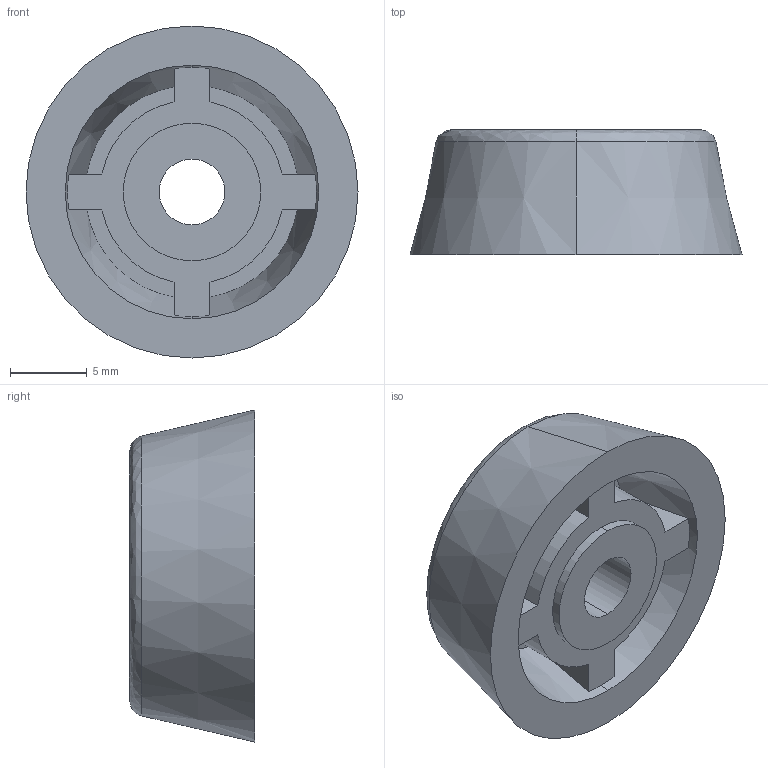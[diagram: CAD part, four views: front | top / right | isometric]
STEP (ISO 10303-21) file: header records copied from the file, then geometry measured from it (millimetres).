
FILE_DESCRIPTION (( 'STEP AP214' ), '1' );
FILE_NAME ('Penn Elcom-9120.STEP', '2019-09-15T12:37:45', ( '' ), ( '' ), 'SwSTEP 2.0', 'SolidWorks 2019', '' );
FILE_SCHEMA (( 'AUTOMOTIVE_DESIGN' ));
Length unit declared in the file: millimetre
Products named in the file (1): Penn Elcom-9120
Bounding box: 21.7 x 8.2 x 21.7 mm (x, y, z)
Volume: 1743.3 mm3; surface area: 1705.9 mm2
Topology: 1 solids, 1 shells, 49 faces, 114 edges, 72 vertices
Faces by surface type: cylinder 20, plane 19, bspline 6, cone 4
Entity records: 1614 total; most frequent: CARTESIAN_POINT 350, DIRECTION 256, ORIENTED_EDGE 228, EDGE_CURVE 114, AXIS2_PLACEMENT_3D 106, VERTEX_POINT 72, CIRCLE 62, EDGE_LOOP 56
